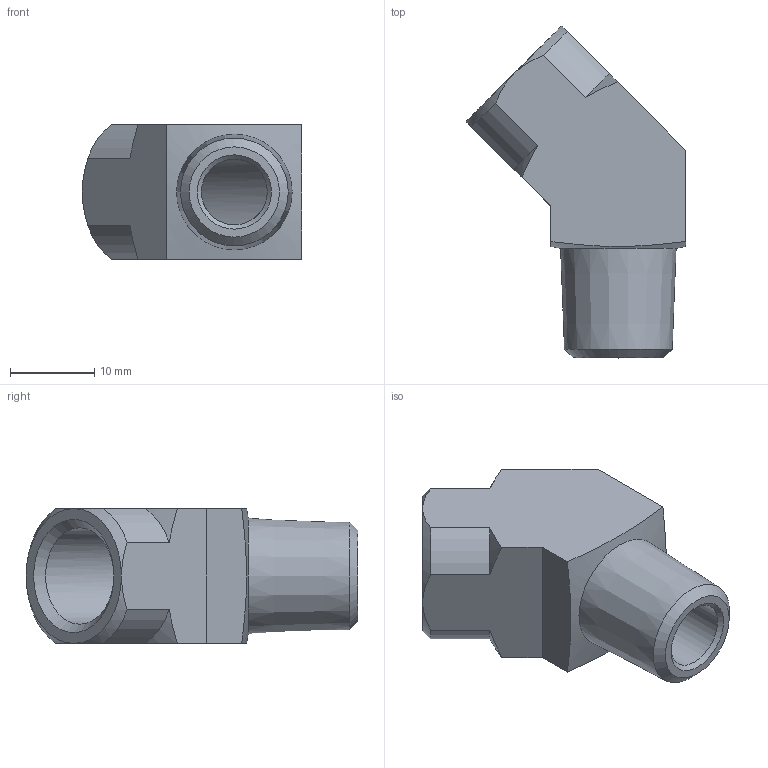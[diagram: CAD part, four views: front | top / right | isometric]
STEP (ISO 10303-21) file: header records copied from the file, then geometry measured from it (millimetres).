
FILE_DESCRIPTION(/* description */ (''),/* implementation_level */ '2;1');
FILE_NAME(/* name */ 'Winkel_45Grad_R1_4a_x_G1_4i_Messing_109853.stp',/* time_stamp */ '2015-04-14T14:10:23+02:00',/* author */ ('002180'),/* organization */ (''),/* preprocessor_version */ 'ST-DEVELOPER v15.6',/* originating_system */ 'Autodesk Inventor 2015',/* authorisation */ '');
FILE_SCHEMA (('AUTOMOTIVE_DESIGN { 1 0 10303 214 3 1 1 }'));
Length unit declared in the file: millimetre
Products named in the file (1): anwin20a
Bounding box: 26.04 x 39.35 x 16 mm (x, y, z)
Volume: 5226 mm3; surface area: 3532.6 mm2
Topology: 1 solids, 1 shells, 28 faces, 70 edges, 44 vertices
Faces by surface type: cone 14, plane 8, cylinder 6
Full cylindrical faces by diameter (mm): 7.8 x1, 11.445 x1
Entity records: 811 total; most frequent: CARTESIAN_POINT 209, ORIENTED_EDGE 120, DIRECTION 116, EDGE_CURVE 60, AXIS2_PLACEMENT_3D 49, VERTEX_POINT 41, EDGE_LOOP 37, FACE_OUTER_BOUND 28
